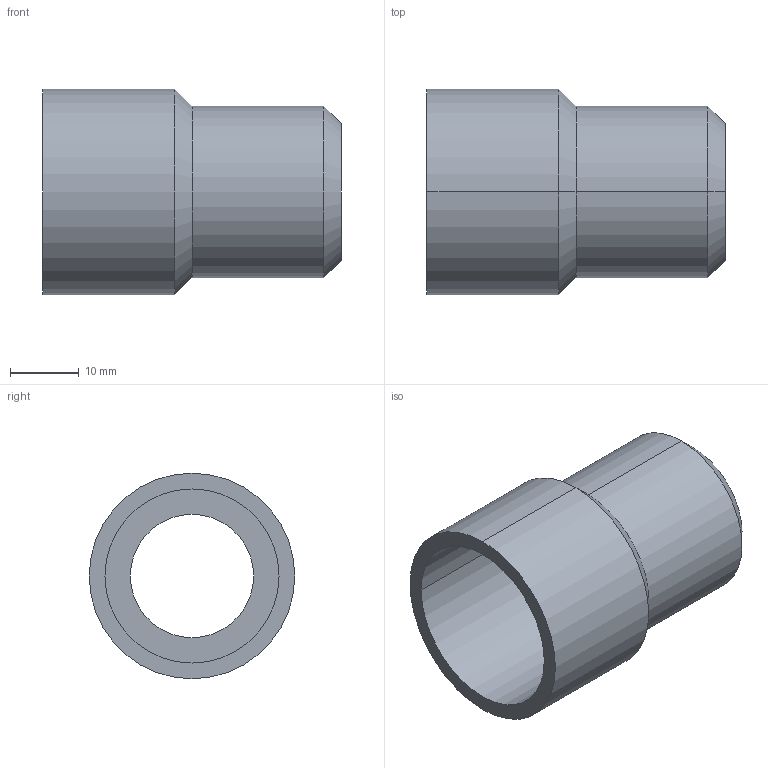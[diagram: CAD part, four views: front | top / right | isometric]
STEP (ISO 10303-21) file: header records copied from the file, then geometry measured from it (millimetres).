
FILE_DESCRIPTION((''),'2;1');
FILE_NAME('PRT0001','2012-03-15T',('dhelisch'),(''),'PRO/ENGINEER BY PARAMETRIC TECHNOLOGY CORPORATION, 2007250','PRO/ENGINEER BY PARAMETRIC TECHNOLOGY CORPORATION, 2007250','');
FILE_SCHEMA(('CONFIG_CONTROL_DESIGN'));
Length unit declared in the file: millimetre
Products named in the file (1): PRT0001
Bounding box: 43.5 x 30 x 30 mm (x, y, z)
Volume: 9429.3 mm3; surface area: 7318.4 mm2
Topology: 1 solids, 1 shells, 15 faces, 30 edges, 18 vertices
Faces by surface type: cylinder 8, cone 4, plane 3
Entity records: 619 total; most frequent: COLOUR_RGB 78, DIRECTION 78, CARTESIAN_POINT 63, ORIENTED_EDGE 60, AXIS2_PLACEMENT_3D 33, PRESENTATION_STYLE_ASSIGNMENT 31, STYLED_ITEM 31, CURVE_STYLE 30
